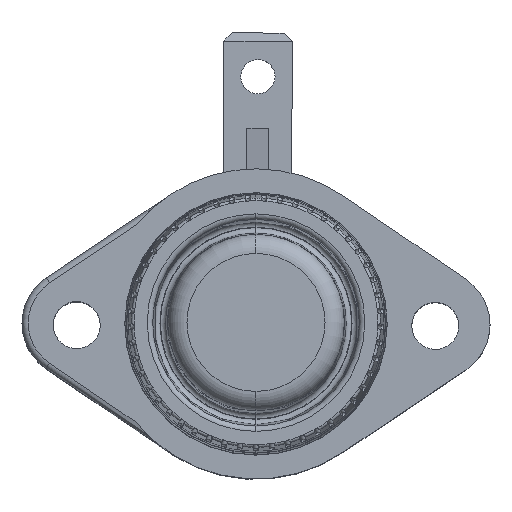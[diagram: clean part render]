
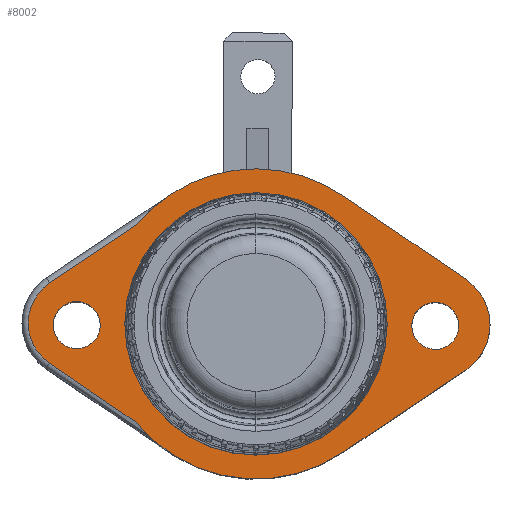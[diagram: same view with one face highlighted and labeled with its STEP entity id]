
A CAD part, top view. The second image highlights one B-rep face of the part: STEP entity #8002.
In plain terms, the highlighted face is planar.
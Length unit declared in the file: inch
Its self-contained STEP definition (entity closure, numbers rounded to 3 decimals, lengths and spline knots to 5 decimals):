
#60 = EDGE_CURVE ( 'NONE', #8315, #23127, #34995, .T. ) ;
#85 = AXIS2_PLACEMENT_3D ( 'NONE', #4060, #9888, #10279 ) ;
#760 = CARTESIAN_POINT ( 'NONE',  ( 0., 0., 0.148 ) ) ;
#809 = ORIENTED_EDGE ( 'NONE', *, *, #19569, .T. ) ;
#898 = ORIENTED_EDGE ( 'NONE', *, *, #37131, .T. ) ;
#1418 = AXIS2_PLACEMENT_3D ( 'NONE', #34000, #22481, #22282 ) ;
#1802 = AXIS2_PLACEMENT_3D ( 'NONE', #34969, #13364, #10119 ) ;
#2269 = DIRECTION ( 'NONE',  ( 1., 0., 0. ) ) ;
#2502 = CARTESIAN_POINT ( 'NONE',  ( -0.14666, 0.7546, 0.148 ) ) ;
#2679 = FACE_BOUND ( 'NONE', #17749, .T. ) ;
#2686 = VECTOR ( 'NONE', #7377, 39.37008 ) ;
#3796 = DIRECTION ( 'NONE',  ( 0.56, 0.829, 0. ) ) ;
#4006 = CARTESIAN_POINT ( 'NONE',  ( -0.14666, 0.7546, 0.148 ) ) ;
#4060 = CARTESIAN_POINT ( 'NONE',  ( 0., 0., 0.148 ) ) ;
#4338 = EDGE_CURVE ( 'NONE', #36566, #34250, #39404, .T. ) ;
#5236 = ORIENTED_EDGE ( 'NONE', *, *, #31452, .T. ) ;
#5502 = EDGE_CURVE ( 'NONE', #32534, #31718, #10037, .T. ) ;
#6178 = VERTEX_POINT ( 'NONE', #12491 ) ;
#6488 = FACE_BOUND ( 'NONE', #9021, .T. ) ;
#7008 = CARTESIAN_POINT ( 'NONE',  ( 0.14666, 0.7546, 0.148 ) ) ;
#7149 = AXIS2_PLACEMENT_3D ( 'NONE', #34901, #25423, #37328 ) ;
#7202 = CIRCLE ( 'NONE', #1418, 0.086 ) ;
#7234 = EDGE_CURVE ( 'NONE', #15987, #19964, #16597, .T. ) ;
#7375 = CARTESIAN_POINT ( 'NONE',  ( 0., 0., 0.148 ) ) ;
#7377 = DIRECTION ( 'NONE',  ( -0.56, 0.829, 0. ) ) ;
#7569 = CARTESIAN_POINT ( 'NONE',  ( -0.4685, -0.31936, 0.148 ) ) ;
#7597 = ORIENTED_EDGE ( 'NONE', *, *, #11626, .F. ) ;
#8002 = ADVANCED_FACE ( 'NONE', ( #2679, #33574, #6488, #22063 ), #27318, .F. ) ;
#8096 = EDGE_CURVE ( 'NONE', #24436, #36566, #14057, .T. ) ;
#8274 = DIRECTION ( 'NONE',  ( 0., 0., -1. ) ) ;
#8315 = VERTEX_POINT ( 'NONE', #28692 ) ;
#8317 = DIRECTION ( 'NONE',  ( 0., 0., -1. ) ) ;
#9021 = EDGE_LOOP ( 'NONE', ( #14070, #12755 ) ) ;
#9328 = DIRECTION ( 'NONE',  ( 0., 0., -1. ) ) ;
#9435 = EDGE_CURVE ( 'NONE', #14036, #6178, #31732, .T. ) ;
#9442 = ORIENTED_EDGE ( 'NONE', *, *, #26489, .T. ) ;
#9449 = EDGE_CURVE ( 'NONE', #11775, #25646, #7202, .T. ) ;
#9673 = CARTESIAN_POINT ( 'NONE',  ( -0.567, 0., 0.148 ) ) ;
#9761 = EDGE_CURVE ( 'NONE', #27214, #17178, #19478, .T. ) ;
#9888 = DIRECTION ( 'NONE',  ( 0., 0., -1. ) ) ;
#10037 = CIRCLE ( 'NONE', #35218, 0.177 ) ;
#10119 = DIRECTION ( 'NONE',  ( -1., 0., 0. ) ) ;
#10279 = DIRECTION ( 'NONE',  ( -1., 0., 0. ) ) ;
#11626 = EDGE_CURVE ( 'NONE', #6178, #14036, #37592, .T. ) ;
#11775 = VERTEX_POINT ( 'NONE', #31959 ) ;
#11857 = CARTESIAN_POINT ( 'NONE',  ( 0.36124, 0.43703, 0.148 ) ) ;
#12080 = CARTESIAN_POINT ( 'NONE',  ( 0.47976, 0., 0.148 ) ) ;
#12410 = CARTESIAN_POINT ( 'NONE',  ( -0.47976, 0., 0.148 ) ) ;
#12491 = CARTESIAN_POINT ( 'NONE',  ( 0.09043, -0.6555, 0.148 ) ) ;
#12504 = LINE ( 'NONE', #31709, #16214 ) ;
#12734 = AXIS2_PLACEMENT_3D ( 'NONE', #34379, #25485, #37601 ) ;
#12755 = ORIENTED_EDGE ( 'NONE', *, *, #14655, .F. ) ;
#13364 = DIRECTION ( 'NONE',  ( 0., 0., -1. ) ) ;
#13914 = ORIENTED_EDGE ( 'NONE', *, *, #8096, .T. ) ;
#14036 = VERTEX_POINT ( 'NONE', #25467 ) ;
#14057 = CIRCLE ( 'NONE', #1802, 0.567 ) ;
#14070 = ORIENTED_EDGE ( 'NONE', *, *, #9449, .F. ) ;
#14655 = EDGE_CURVE ( 'NONE', #25646, #11775, #35526, .T. ) ;
#15987 = VERTEX_POINT ( 'NONE', #12080 ) ;
#16214 = VECTOR ( 'NONE', #34720, 39.37008 ) ;
#16321 = VECTOR ( 'NONE', #21593, 39.37008 ) ;
#16471 = ORIENTED_EDGE ( 'NONE', *, *, #60, .T. ) ;
#16597 = CIRCLE ( 'NONE', #19827, 0.47976 ) ;
#17178 = VERTEX_POINT ( 'NONE', #30994 ) ;
#17597 = AXIS2_PLACEMENT_3D ( 'NONE', #17779, #8274, #23629 ) ;
#17632 = AXIS2_PLACEMENT_3D ( 'NONE', #7375, #23128, #36374 ) ;
#17749 = EDGE_LOOP ( 'NONE', ( #24703, #9442 ) ) ;
#17779 = CARTESIAN_POINT ( 'NONE',  ( 0., -0.6555, 0.148 ) ) ;
#18348 = DIRECTION ( 'NONE',  ( 1., 0., 0. ) ) ;
#18828 = DIRECTION ( 'NONE',  ( -1., 0., 0. ) ) ;
#18948 = LINE ( 'NONE', #4006, #30731 ) ;
#19478 = CIRCLE ( 'NONE', #17632, 0.567 ) ;
#19569 = EDGE_CURVE ( 'NONE', #17178, #8315, #33511, .T. ) ;
#19827 = AXIS2_PLACEMENT_3D ( 'NONE', #27767, #25128, #37443 ) ;
#19964 = VERTEX_POINT ( 'NONE', #12410 ) ;
#21461 = CARTESIAN_POINT ( 'NONE',  ( 0.00443, -0.6555, 0.148 ) ) ;
#21593 = DIRECTION ( 'NONE',  ( -0.56, -0.829, 0. ) ) ;
#21679 = DIRECTION ( 'NONE',  ( -1., 0., 0. ) ) ;
#22022 = EDGE_LOOP ( 'NONE', ( #5236, #37843, #809, #16471, #33014, #13914, #36657, #898, #27664 ) ) ;
#22033 = EDGE_LOOP ( 'NONE', ( #32432, #7597 ) ) ;
#22063 = FACE_OUTER_BOUND ( 'NONE', #22022, .T. ) ;
#22282 = DIRECTION ( 'NONE',  ( -1., 0., 0. ) ) ;
#22481 = DIRECTION ( 'NONE',  ( 0., 0., -1. ) ) ;
#23127 = VERTEX_POINT ( 'NONE', #28828 ) ;
#23128 = DIRECTION ( 'NONE',  ( 0., 0., -1. ) ) ;
#23629 = DIRECTION ( 'NONE',  ( -1., 0., 0. ) ) ;
#24404 = CARTESIAN_POINT ( 'NONE',  ( 0.4685, -0.31936, 0.148 ) ) ;
#24436 = VERTEX_POINT ( 'NONE', #32705 ) ;
#24482 = CARTESIAN_POINT ( 'NONE',  ( 0.09304, 0.6555, 0.148 ) ) ;
#24703 = ORIENTED_EDGE ( 'NONE', *, *, #7234, .T. ) ;
#25128 = DIRECTION ( 'NONE',  ( 0., 0., 1. ) ) ;
#25423 = DIRECTION ( 'NONE',  ( 0., 0., -1. ) ) ;
#25467 = CARTESIAN_POINT ( 'NONE',  ( -0.08157, -0.6555, 0.148 ) ) ;
#25485 = DIRECTION ( 'NONE',  ( 0., 0., 1. ) ) ;
#25646 = VERTEX_POINT ( 'NONE', #24482 ) ;
#26322 = CARTESIAN_POINT ( 'NONE',  ( -0.36124, 0.43703, 0.148 ) ) ;
#26489 = EDGE_CURVE ( 'NONE', #19964, #15987, #38577, .T. ) ;
#26624 = AXIS2_PLACEMENT_3D ( 'NONE', #21461, #27715, #18828 ) ;
#27214 = VERTEX_POINT ( 'NONE', #11857 ) ;
#27318 = PLANE ( 'NONE',  #12734 ) ;
#27664 = ORIENTED_EDGE ( 'NONE', *, *, #5502, .T. ) ;
#27715 = DIRECTION ( 'NONE',  ( 0., 0., -1. ) ) ;
#27767 = CARTESIAN_POINT ( 'NONE',  ( 0., 0., 0.148 ) ) ;
#28692 = CARTESIAN_POINT ( 'NONE',  ( 0.16572, -0.76747, 0.148 ) ) ;
#28828 = CARTESIAN_POINT ( 'NONE',  ( -0.16572, -0.76747, 0.148 ) ) ;
#29154 = AXIS2_PLACEMENT_3D ( 'NONE', #37006, #9328, #21679 ) ;
#30731 = VECTOR ( 'NONE', #3796, 39.37008 ) ;
#30865 = AXIS2_PLACEMENT_3D ( 'NONE', #760, #37718, #18348 ) ;
#30994 = CARTESIAN_POINT ( 'NONE',  ( 0.4685, -0.31936, 0.148 ) ) ;
#31452 = EDGE_CURVE ( 'NONE', #31718, #27214, #12504, .T. ) ;
#31709 = CARTESIAN_POINT ( 'NONE',  ( 0.44945, 0.30649, 0.148 ) ) ;
#31718 = VERTEX_POINT ( 'NONE', #7008 ) ;
#31732 = CIRCLE ( 'NONE', #29154, 0.086 ) ;
#31959 = CARTESIAN_POINT ( 'NONE',  ( -0.07896, 0.6555, 0.148 ) ) ;
#32374 = EDGE_CURVE ( 'NONE', #23127, #24436, #35442, .T. ) ;
#32432 = ORIENTED_EDGE ( 'NONE', *, *, #9435, .F. ) ;
#32534 = VERTEX_POINT ( 'NONE', #2502 ) ;
#32705 = CARTESIAN_POINT ( 'NONE',  ( -0.4685, -0.31936, 0.148 ) ) ;
#33014 = ORIENTED_EDGE ( 'NONE', *, *, #32374, .T. ) ;
#33511 = LINE ( 'NONE', #24404, #16321 ) ;
#33574 = FACE_BOUND ( 'NONE', #22033, .T. ) ;
#34000 = CARTESIAN_POINT ( 'NONE',  ( 0.00704, 0.6555, 0.148 ) ) ;
#34250 = VERTEX_POINT ( 'NONE', #26322 ) ;
#34379 = CARTESIAN_POINT ( 'NONE',  ( 0., 0.99657, 0.148 ) ) ;
#34720 = DIRECTION ( 'NONE',  ( 0.56, -0.829, 0. ) ) ;
#34901 = CARTESIAN_POINT ( 'NONE',  ( 0.00704, 0.6555, 0.148 ) ) ;
#34969 = CARTESIAN_POINT ( 'NONE',  ( 0., 0., 0.148 ) ) ;
#34995 = CIRCLE ( 'NONE', #17597, 0.2 ) ;
#35218 = AXIS2_PLACEMENT_3D ( 'NONE', #35985, #8317, #2269 ) ;
#35442 = LINE ( 'NONE', #7569, #2686 ) ;
#35526 = CIRCLE ( 'NONE', #7149, 0.086 ) ;
#35985 = CARTESIAN_POINT ( 'NONE',  ( 0., 0.6555, 0.148 ) ) ;
#36374 = DIRECTION ( 'NONE',  ( 1., 0., 0. ) ) ;
#36566 = VERTEX_POINT ( 'NONE', #9673 ) ;
#36657 = ORIENTED_EDGE ( 'NONE', *, *, #4338, .T. ) ;
#37006 = CARTESIAN_POINT ( 'NONE',  ( 0.00443, -0.6555, 0.148 ) ) ;
#37131 = EDGE_CURVE ( 'NONE', #34250, #32534, #18948, .T. ) ;
#37328 = DIRECTION ( 'NONE',  ( -1., 0., 0. ) ) ;
#37443 = DIRECTION ( 'NONE',  ( 1., 0., 0. ) ) ;
#37592 = CIRCLE ( 'NONE', #26624, 0.086 ) ;
#37601 = DIRECTION ( 'NONE',  ( 1., 0., 0. ) ) ;
#37718 = DIRECTION ( 'NONE',  ( 0., 0., 1. ) ) ;
#37843 = ORIENTED_EDGE ( 'NONE', *, *, #9761, .T. ) ;
#38577 = CIRCLE ( 'NONE', #30865, 0.47976 ) ;
#39404 = CIRCLE ( 'NONE', #85, 0.567 ) ;
